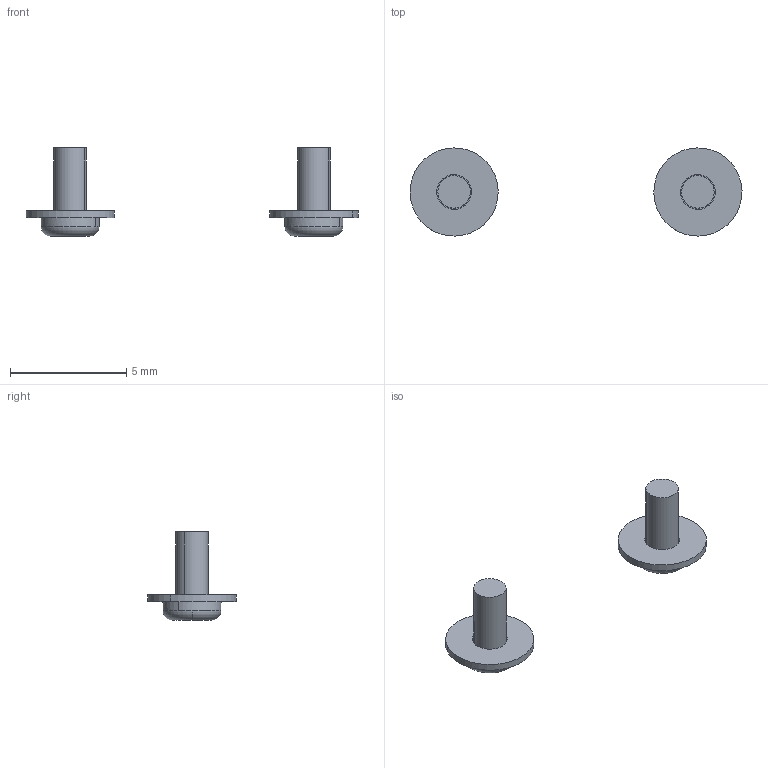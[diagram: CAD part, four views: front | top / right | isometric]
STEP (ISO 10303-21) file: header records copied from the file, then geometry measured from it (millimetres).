
FILE_DESCRIPTION((''),'2;1');
FILE_NAME('PCBM_CERN_VTRX V2.1 (SM)_Part2.stp','2014-01-15T14:56:58',(''),(''),'Mechanical Desktop 2011','Mechanical Desktop 2011',', , ');
FILE_SCHEMA(('AUTOMOTIVE_DESIGN { 1 2 10303 214 1 1 1 1 }'));
Length unit declared in the file: millimetre
Products named in the file (1): Product
Bounding box: 14.3 x 3.8 x 3.8 mm (x, y, z)
Volume: 22.3 mm3; surface area: 104 mm2
Topology: 4 solids, 4 shells, 30 faces, 62 edges, 42 vertices
Faces by surface type: cylinder 16, plane 10, torus 4
Entity records: 878 total; most frequent: DIRECTION 170, CARTESIAN_POINT 135, ORIENTED_EDGE 124, AXIS2_PLACEMENT_3D 77, EDGE_CURVE 62, CIRCLE 46, VERTEX_POINT 42, EDGE_LOOP 36
